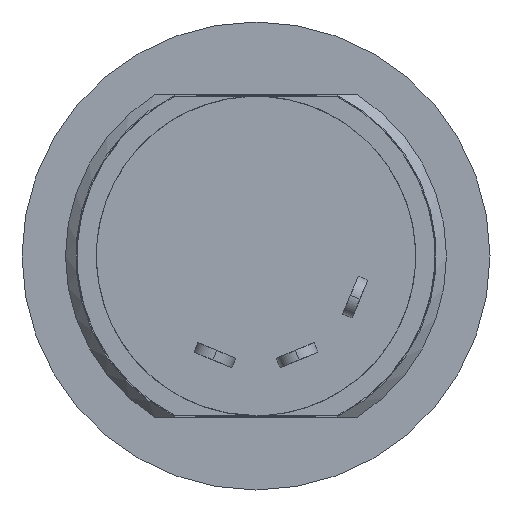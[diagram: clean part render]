
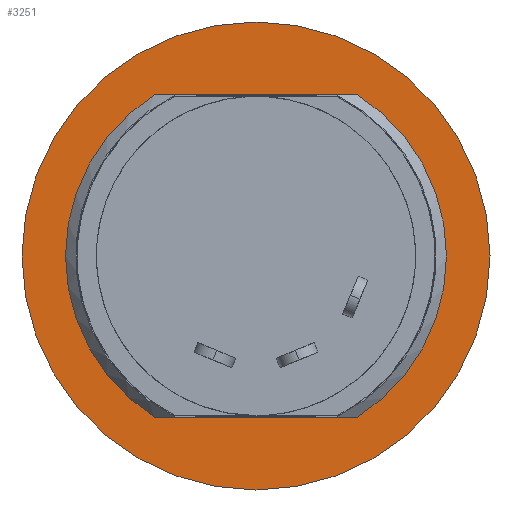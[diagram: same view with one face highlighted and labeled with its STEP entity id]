
A CAD part, front view. The second image highlights one B-rep face of the part: STEP entity #3251.
In plain terms, the highlighted planar face has unit normal (0, -1, 0).
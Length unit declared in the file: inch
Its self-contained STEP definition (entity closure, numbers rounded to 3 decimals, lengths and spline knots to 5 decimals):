
#109 = FACE_OUTER_BOUND ( 'NONE', #1372, .T. ) ;
#144 = CARTESIAN_POINT ( 'NONE',  ( -0.03674, 1.4624, 0.28992 ) ) ;
#306 = CARTESIAN_POINT ( 'NONE',  ( -0.03674, 1.4624, 0.74742 ) ) ;
#535 = DIRECTION ( 'NONE',  ( 0., 1., 0. ) ) ;
#626 = PLANE ( 'NONE',  #3216 ) ;
#813 = EDGE_CURVE ( 'NONE', #1903, #1903, #2248, .T. ) ;
#1372 = EDGE_LOOP ( 'NONE', ( #2196 ) ) ;
#1485 = DIRECTION ( 'NONE',  ( 0., 1., 0. ) ) ;
#1504 = DIRECTION ( 'NONE',  ( 0., 0., 1. ) ) ;
#1518 = CARTESIAN_POINT ( 'NONE',  ( -0.03674, 1.4624, 0.74742 ) ) ;
#1526 = AXIS2_PLACEMENT_3D ( 'NONE', #306, #535, #3134 ) ;
#1903 = VERTEX_POINT ( 'NONE', #144 ) ;
#2196 = ORIENTED_EDGE ( 'NONE', *, *, #813, .F. ) ;
#2248 = CIRCLE ( 'NONE', #1526, 0.4575 ) ;
#3134 = DIRECTION ( 'NONE',  ( 0., 0., -1. ) ) ;
#3216 = AXIS2_PLACEMENT_3D ( 'NONE', #1518, #1485, #1504 ) ;
#3251 = ADVANCED_FACE ( 'NONE', ( #109 ), #626, .F. ) ;
